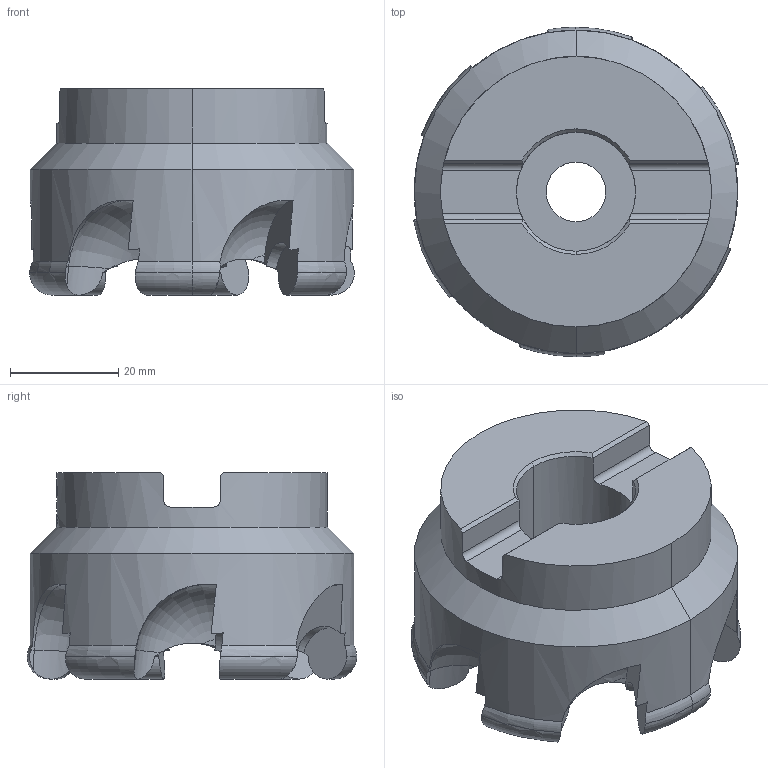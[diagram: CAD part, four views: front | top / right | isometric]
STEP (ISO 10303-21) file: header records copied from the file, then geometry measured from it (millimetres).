
FILE_DESCRIPTION(('no description'),'unknown implementation level');
FILE_NAME('solidcmAHSK2uUt8dyAj6vGyUW2o_Upc_1.STP',' ',('CIM GmbH Aachen'),('CADClick - KiM GmbH - www.kimweb.de'),'unknown preprocess','ACIS','unknown authorization');
FILE_SCHEMA(('automotive_design'));
Length unit declared in the file: millimetre
Products named in the file (1): 1
Bounding box: 59.98 x 60.88 x 38.1 mm (x, y, z)
Volume: 61265.5 mm3; surface area: 14116.7 mm2
Topology: 1 solids, 1 shells, 115 faces, 315 edges, 203 vertices
Faces by surface type: plane 45, cylinder 40, torus 22, cone 8
Entity records: 8881 total; most frequent: CARTESIAN_POINT 2519, STYLED_ITEM 634, PRESENTATION_STYLE_ASSIGNMENT 634, COLOUR_RGB 634, ORIENTED_EDGE 630, DIRECTION 582, EDGE_CURVE 315, CURVE_STYLE 315
